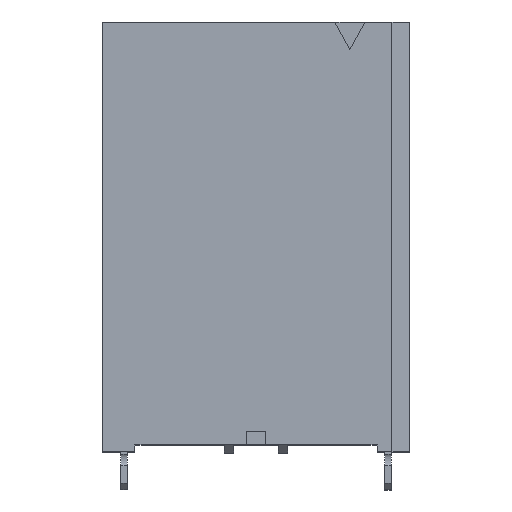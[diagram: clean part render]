
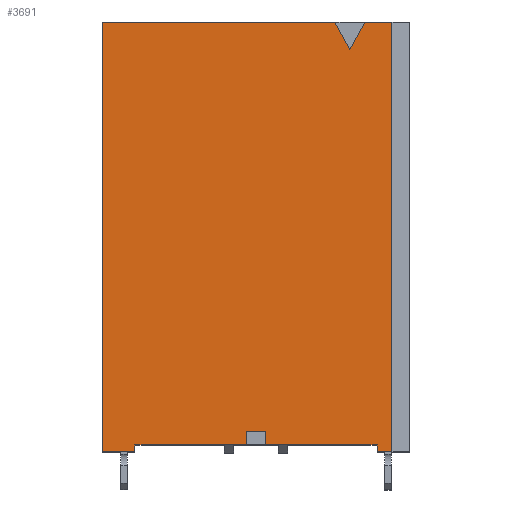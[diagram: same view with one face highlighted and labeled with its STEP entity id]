
A CAD part, top view. The second image highlights one B-rep face of the part: STEP entity #3691.
In plain terms, the highlighted planar face has unit normal (0, 0, 1).
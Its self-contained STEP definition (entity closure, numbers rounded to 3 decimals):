
#154=ORIENTED_EDGE('',*,*,#1228,.F.);
#155=ORIENTED_EDGE('',*,*,#1229,.F.);
#156=ORIENTED_EDGE('',*,*,#1230,.F.);
#157=ORIENTED_EDGE('',*,*,#1225,.T.);
#158=ORIENTED_EDGE('',*,*,#1211,.T.);
#159=ORIENTED_EDGE('',*,*,#1231,.F.);
#160=ORIENTED_EDGE('',*,*,#1199,.T.);
#161=ORIENTED_EDGE('',*,*,#1232,.F.);
#162=ORIENTED_EDGE('',*,*,#1233,.F.);
#163=ORIENTED_EDGE('',*,*,#1234,.F.);
#164=ORIENTED_EDGE('',*,*,#1195,.T.);
#165=ORIENTED_EDGE('',*,*,#1235,.T.);
#166=ORIENTED_EDGE('',*,*,#1217,.T.);
#167=ORIENTED_EDGE('',*,*,#1236,.F.);
#168=ORIENTED_EDGE('',*,*,#1237,.F.);
#1195=EDGE_CURVE('',#1734,#1733,#2095,.T.);
#1199=EDGE_CURVE('',#1738,#1737,#2099,.T.);
#1211=EDGE_CURVE('',#1750,#1749,#2111,.T.);
#1217=EDGE_CURVE('',#1751,#1755,#2117,.T.);
#1225=EDGE_CURVE('',#1760,#1750,#2125,.T.);
#1228=EDGE_CURVE('',#1762,#1763,#2128,.T.);
#1229=EDGE_CURVE('',#1764,#1762,#2129,.T.);
#1230=EDGE_CURVE('',#1760,#1764,#2130,.T.);
#1231=EDGE_CURVE('',#1738,#1749,#2131,.T.);
#1232=EDGE_CURVE('',#1765,#1737,#2132,.T.);
#1233=EDGE_CURVE('',#1766,#1765,#2133,.T.);
#1234=EDGE_CURVE('',#1734,#1766,#2134,.T.);
#1235=EDGE_CURVE('',#1733,#1751,#2135,.T.);
#1236=EDGE_CURVE('',#1767,#1755,#2136,.T.);
#1237=EDGE_CURVE('',#1763,#1767,#2137,.T.);
#1733=VERTEX_POINT('',#5167);
#1734=VERTEX_POINT('',#5169);
#1737=VERTEX_POINT('',#5175);
#1738=VERTEX_POINT('',#5177);
#1749=VERTEX_POINT('',#5200);
#1750=VERTEX_POINT('',#5202);
#1751=VERTEX_POINT('',#5206);
#1755=VERTEX_POINT('',#5213);
#1760=VERTEX_POINT('',#5230);
#1762=VERTEX_POINT('',#5236);
#1763=VERTEX_POINT('',#5237);
#1764=VERTEX_POINT('',#5239);
#1765=VERTEX_POINT('',#5243);
#1766=VERTEX_POINT('',#5245);
#1767=VERTEX_POINT('',#5249);
#2095=LINE('',#5168,#2619);
#2099=LINE('',#5176,#2623);
#2111=LINE('',#5201,#2635);
#2117=LINE('',#5214,#2641);
#2125=LINE('',#5229,#2649);
#2128=LINE('',#5235,#2652);
#2129=LINE('',#5238,#2653);
#2130=LINE('',#5240,#2654);
#2131=LINE('',#5241,#2655);
#2132=LINE('',#5242,#2656);
#2133=LINE('',#5244,#2657);
#2134=LINE('',#5246,#2658);
#2135=LINE('',#5247,#2659);
#2136=LINE('',#5248,#2660);
#2137=LINE('',#5250,#2661);
#2619=VECTOR('',#4172,1000.);
#2623=VECTOR('',#4176,1000.);
#2635=VECTOR('',#4190,1000.);
#2641=VECTOR('',#4198,1000.);
#2649=VECTOR('',#4212,1000.);
#2652=VECTOR('',#4217,1000.);
#2653=VECTOR('',#4218,1000.);
#2654=VECTOR('',#4219,1000.);
#2655=VECTOR('',#4220,1000.);
#2656=VECTOR('',#4221,1000.);
#2657=VECTOR('',#4222,1000.);
#2658=VECTOR('',#4223,1000.);
#2659=VECTOR('',#4224,1000.);
#2660=VECTOR('',#4225,1000.);
#2661=VECTOR('',#4226,1000.);
#3096=EDGE_LOOP('',(#154,#155,#156,#157,#158,#159,#160,#161,#162,#163,#164,
#165,#166,#167,#168));
#3306=FACE_BOUND('',#3096,.T.);
#3510=PLANE('',#3906);
#3691=ADVANCED_FACE('',(#3306),#3510,.F.);
#3906=AXIS2_PLACEMENT_3D('',#5234,#4215,#4216);
#4172=DIRECTION('',(1.,0.,0.));
#4176=DIRECTION('',(1.,0.,0.));
#4190=DIRECTION('',(1.,0.,0.));
#4198=DIRECTION('',(1.,0.,0.));
#4212=DIRECTION('',(0.,-1.,0.));
#4215=DIRECTION('',(0.,0.,-1.));
#4216=DIRECTION('',(-1.,0.,0.));
#4217=DIRECTION('',(0.482,0.876,0.));
#4218=DIRECTION('',(0.482,-0.876,0.));
#4219=DIRECTION('',(1.,0.,0.));
#4220=DIRECTION('',(0.,-1.,0.));
#4221=DIRECTION('',(0.,-1.,0.));
#4222=DIRECTION('',(-1.,0.,0.));
#4223=DIRECTION('',(0.,1.,0.));
#4224=DIRECTION('',(0.,-1.,0.));
#4225=DIRECTION('',(0.,-1.,0.));
#4226=DIRECTION('',(1.,0.,0.));
#5167=CARTESIAN_POINT('',(4.45,0.25,3.8));
#5168=CARTESIAN_POINT('',(-4.45,0.25,3.8));
#5169=CARTESIAN_POINT('',(0.35,0.25,3.8));
#5175=CARTESIAN_POINT('',(-0.35,0.25,3.8));
#5176=CARTESIAN_POINT('',(-4.45,0.25,3.8));
#5177=CARTESIAN_POINT('',(-4.45,0.25,3.8));
#5200=CARTESIAN_POINT('',(-4.45,0.,3.8));
#5201=CARTESIAN_POINT('',(-5.65,0.,3.8));
#5202=CARTESIAN_POINT('',(-5.65,0.,3.8));
#5206=CARTESIAN_POINT('',(4.45,0.,3.8));
#5213=CARTESIAN_POINT('',(5.,0.,3.8));
#5214=CARTESIAN_POINT('',(-5.65,0.,3.8));
#5229=CARTESIAN_POINT('',(-5.65,15.8,3.8));
#5230=CARTESIAN_POINT('',(-5.65,15.8,3.8));
#5234=CARTESIAN_POINT('',(-5.65,15.8,3.8));
#5235=CARTESIAN_POINT('',(3.45,14.8,3.8));
#5236=CARTESIAN_POINT('',(3.45,14.8,3.8));
#5237=CARTESIAN_POINT('',(4.,15.8,3.8));
#5238=CARTESIAN_POINT('',(2.9,15.8,3.8));
#5239=CARTESIAN_POINT('',(2.9,15.8,3.8));
#5240=CARTESIAN_POINT('',(-5.65,15.8,3.8));
#5241=CARTESIAN_POINT('',(-4.45,0.25,3.8));
#5242=CARTESIAN_POINT('',(-0.35,0.75,3.8));
#5243=CARTESIAN_POINT('',(-0.35,0.75,3.8));
#5244=CARTESIAN_POINT('',(0.35,0.75,3.8));
#5245=CARTESIAN_POINT('',(0.35,0.75,3.8));
#5246=CARTESIAN_POINT('',(0.35,-1.25,3.8));
#5247=CARTESIAN_POINT('',(4.45,0.25,3.8));
#5248=CARTESIAN_POINT('',(5.,15.8,3.8));
#5249=CARTESIAN_POINT('',(5.,15.8,3.8));
#5250=CARTESIAN_POINT('',(-5.65,15.8,3.8));
